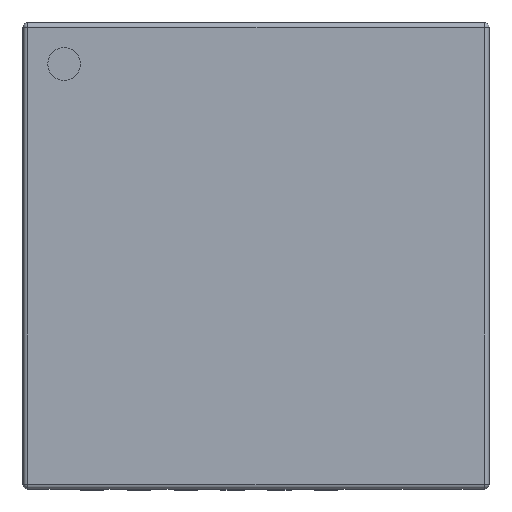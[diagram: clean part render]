
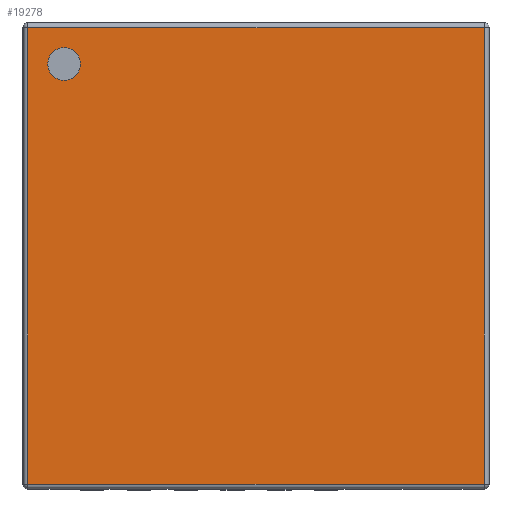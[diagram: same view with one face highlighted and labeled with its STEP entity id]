
A CAD part, top view. The second image highlights one B-rep face of the part: STEP entity #19278.
In plain terms, the highlighted planar face has unit normal (0, 0, 1).
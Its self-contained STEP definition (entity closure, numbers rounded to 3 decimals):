
#5186 = CYLINDRICAL_SURFACE('',#5187,0.05);
#5187 = AXIS2_PLACEMENT_3D('',#5188,#5189,#5190);
#5188 = CARTESIAN_POINT('',(2.44,-2.44,0.83));
#5189 = DIRECTION('',(0.,1.,0.));
#5190 = DIRECTION('',(0.,0.,1.));
#16428 = VERTEX_POINT('',#16429);
#16429 = CARTESIAN_POINT('',(2.44,-2.44,0.88));
#16451 = VERTEX_POINT('',#16452);
#16452 = CARTESIAN_POINT('',(2.44,2.44,0.88));
#16477 = EDGE_CURVE('',#16428,#16451,#16478,.T.);
#16478 = SURFACE_CURVE('',#16479,(#16483,#16490),.PCURVE_S1.);
#16479 = LINE('',#16480,#16481);
#16480 = CARTESIAN_POINT('',(2.44,-2.44,0.88));
#16481 = VECTOR('',#16482,1.);
#16482 = DIRECTION('',(0.,1.,0.));
#16483 = PCURVE('',#5186,#16484);
#16484 = DEFINITIONAL_REPRESENTATION('',(#16485),#16489);
#16485 = LINE('',#16486,#16487);
#16486 = CARTESIAN_POINT('',(0.,0.));
#16487 = VECTOR('',#16488,1.);
#16488 = DIRECTION('',(0.,1.));
#16489 = ( GEOMETRIC_REPRESENTATION_CONTEXT(2) 
PARAMETRIC_REPRESENTATION_CONTEXT() REPRESENTATION_CONTEXT('2D SPACE',''
  ) );
#16490 = PCURVE('',#16491,#16496);
#16491 = PLANE('',#16492);
#16492 = AXIS2_PLACEMENT_3D('',#16493,#16494,#16495);
#16493 = CARTESIAN_POINT('',(-2.49,-2.49,0.88));
#16494 = DIRECTION('',(0.,0.,1.));
#16495 = DIRECTION('',(1.,0.,0.));
#16496 = DEFINITIONAL_REPRESENTATION('',(#16497),#16501);
#16497 = LINE('',#16498,#16499);
#16498 = CARTESIAN_POINT('',(4.93,0.05));
#16499 = VECTOR('',#16500,1.);
#16500 = DIRECTION('',(0.,1.));
#16501 = ( GEOMETRIC_REPRESENTATION_CONTEXT(2) 
PARAMETRIC_REPRESENTATION_CONTEXT() REPRESENTATION_CONTEXT('2D SPACE',''
  ) );
#16788 = CYLINDRICAL_SURFACE('',#16789,0.05);
#16789 = AXIS2_PLACEMENT_3D('',#16790,#16791,#16792);
#16790 = CARTESIAN_POINT('',(-2.44,2.44,0.83));
#16791 = DIRECTION('',(-0.,-1.,-0.));
#16792 = DIRECTION('',(-1.,0.,0.));
#17076 = CYLINDRICAL_SURFACE('',#17077,0.05);
#17077 = AXIS2_PLACEMENT_3D('',#17078,#17079,#17080);
#17078 = CARTESIAN_POINT('',(-2.49,-2.44,0.83));
#17079 = DIRECTION('',(1.,0.,0.));
#17080 = DIRECTION('',(0.,-1.,0.));
#18321 = CYLINDRICAL_SURFACE('',#18322,0.05);
#18322 = AXIS2_PLACEMENT_3D('',#18323,#18324,#18325);
#18323 = CARTESIAN_POINT('',(-2.49,2.44,0.83));
#18324 = DIRECTION('',(1.,0.,0.));
#18325 = DIRECTION('',(0.,1.,0.));
#19278 = ADVANCED_FACE('',(#19279,#19349),#16491,.T.);
#19279 = FACE_BOUND('',#19280,.T.);
#19280 = EDGE_LOOP('',(#19281,#19304,#19305,#19328));
#19281 = ORIENTED_EDGE('',*,*,#19282,.T.);
#19282 = EDGE_CURVE('',#19283,#16428,#19285,.T.);
#19283 = VERTEX_POINT('',#19284);
#19284 = CARTESIAN_POINT('',(-2.44,-2.44,0.88));
#19285 = SURFACE_CURVE('',#19286,(#19290,#19297),.PCURVE_S1.);
#19286 = LINE('',#19287,#19288);
#19287 = CARTESIAN_POINT('',(-2.49,-2.44,0.88));
#19288 = VECTOR('',#19289,1.);
#19289 = DIRECTION('',(1.,0.,0.));
#19290 = PCURVE('',#16491,#19291);
#19291 = DEFINITIONAL_REPRESENTATION('',(#19292),#19296);
#19292 = LINE('',#19293,#19294);
#19293 = CARTESIAN_POINT('',(0.,0.05));
#19294 = VECTOR('',#19295,1.);
#19295 = DIRECTION('',(1.,0.));
#19296 = ( GEOMETRIC_REPRESENTATION_CONTEXT(2) 
PARAMETRIC_REPRESENTATION_CONTEXT() REPRESENTATION_CONTEXT('2D SPACE',''
  ) );
#19297 = PCURVE('',#17076,#19298);
#19298 = DEFINITIONAL_REPRESENTATION('',(#19299),#19303);
#19299 = LINE('',#19300,#19301);
#19300 = CARTESIAN_POINT('',(-1.571,0.));
#19301 = VECTOR('',#19302,1.);
#19302 = DIRECTION('',(-0.,1.));
#19303 = ( GEOMETRIC_REPRESENTATION_CONTEXT(2) 
PARAMETRIC_REPRESENTATION_CONTEXT() REPRESENTATION_CONTEXT('2D SPACE',''
  ) );
#19304 = ORIENTED_EDGE('',*,*,#16477,.T.);
#19305 = ORIENTED_EDGE('',*,*,#19306,.F.);
#19306 = EDGE_CURVE('',#19307,#16451,#19309,.T.);
#19307 = VERTEX_POINT('',#19308);
#19308 = CARTESIAN_POINT('',(-2.44,2.44,0.88));
#19309 = SURFACE_CURVE('',#19310,(#19314,#19321),.PCURVE_S1.);
#19310 = LINE('',#19311,#19312);
#19311 = CARTESIAN_POINT('',(-2.49,2.44,0.88));
#19312 = VECTOR('',#19313,1.);
#19313 = DIRECTION('',(1.,0.,0.));
#19314 = PCURVE('',#16491,#19315);
#19315 = DEFINITIONAL_REPRESENTATION('',(#19316),#19320);
#19316 = LINE('',#19317,#19318);
#19317 = CARTESIAN_POINT('',(0.,4.93));
#19318 = VECTOR('',#19319,1.);
#19319 = DIRECTION('',(1.,0.));
#19320 = ( GEOMETRIC_REPRESENTATION_CONTEXT(2) 
PARAMETRIC_REPRESENTATION_CONTEXT() REPRESENTATION_CONTEXT('2D SPACE',''
  ) );
#19321 = PCURVE('',#18321,#19322);
#19322 = DEFINITIONAL_REPRESENTATION('',(#19323),#19327);
#19323 = LINE('',#19324,#19325);
#19324 = CARTESIAN_POINT('',(1.571,0.));
#19325 = VECTOR('',#19326,1.);
#19326 = DIRECTION('',(0.,1.));
#19327 = ( GEOMETRIC_REPRESENTATION_CONTEXT(2) 
PARAMETRIC_REPRESENTATION_CONTEXT() REPRESENTATION_CONTEXT('2D SPACE',''
  ) );
#19328 = ORIENTED_EDGE('',*,*,#19329,.T.);
#19329 = EDGE_CURVE('',#19307,#19283,#19330,.T.);
#19330 = SURFACE_CURVE('',#19331,(#19335,#19342),.PCURVE_S1.);
#19331 = LINE('',#19332,#19333);
#19332 = CARTESIAN_POINT('',(-2.44,2.44,0.88));
#19333 = VECTOR('',#19334,1.);
#19334 = DIRECTION('',(-0.,-1.,-0.));
#19335 = PCURVE('',#16491,#19336);
#19336 = DEFINITIONAL_REPRESENTATION('',(#19337),#19341);
#19337 = LINE('',#19338,#19339);
#19338 = CARTESIAN_POINT('',(0.05,4.93));
#19339 = VECTOR('',#19340,1.);
#19340 = DIRECTION('',(-0.,-1.));
#19341 = ( GEOMETRIC_REPRESENTATION_CONTEXT(2) 
PARAMETRIC_REPRESENTATION_CONTEXT() REPRESENTATION_CONTEXT('2D SPACE',''
  ) );
#19342 = PCURVE('',#16788,#19343);
#19343 = DEFINITIONAL_REPRESENTATION('',(#19344),#19348);
#19344 = LINE('',#19345,#19346);
#19345 = CARTESIAN_POINT('',(-1.571,0.));
#19346 = VECTOR('',#19347,1.);
#19347 = DIRECTION('',(-0.,1.));
#19348 = ( GEOMETRIC_REPRESENTATION_CONTEXT(2) 
PARAMETRIC_REPRESENTATION_CONTEXT() REPRESENTATION_CONTEXT('2D SPACE',''
  ) );
#19349 = FACE_BOUND('',#19350,.T.);
#19350 = EDGE_LOOP('',(#19351));
#19351 = ORIENTED_EDGE('',*,*,#19352,.F.);
#19352 = EDGE_CURVE('',#19353,#19353,#19355,.T.);
#19353 = VERTEX_POINT('',#19354);
#19354 = CARTESIAN_POINT('',(-1.875,-2.05,0.88));
#19355 = SURFACE_CURVE('',#19356,(#19361,#19368),.PCURVE_S1.);
#19356 = CIRCLE('',#19357,0.175);
#19357 = AXIS2_PLACEMENT_3D('',#19358,#19359,#19360);
#19358 = CARTESIAN_POINT('',(-2.05,-2.05,0.88));
#19359 = DIRECTION('',(0.,0.,1.));
#19360 = DIRECTION('',(1.,0.,0.));
#19361 = PCURVE('',#16491,#19362);
#19362 = DEFINITIONAL_REPRESENTATION('',(#19363),#19367);
#19363 = CIRCLE('',#19364,0.175);
#19364 = AXIS2_PLACEMENT_2D('',#19365,#19366);
#19365 = CARTESIAN_POINT('',(0.44,0.44));
#19366 = DIRECTION('',(1.,0.));
#19367 = ( GEOMETRIC_REPRESENTATION_CONTEXT(2) 
PARAMETRIC_REPRESENTATION_CONTEXT() REPRESENTATION_CONTEXT('2D SPACE',''
  ) );
#19368 = PCURVE('',#19369,#19374);
#19369 = CYLINDRICAL_SURFACE('',#19370,0.175);
#19370 = AXIS2_PLACEMENT_3D('',#19371,#19372,#19373);
#19371 = CARTESIAN_POINT('',(-2.05,-2.05,0.88));
#19372 = DIRECTION('',(-0.,-0.,-1.));
#19373 = DIRECTION('',(1.,0.,0.));
#19374 = DEFINITIONAL_REPRESENTATION('',(#19375),#19379);
#19375 = LINE('',#19376,#19377);
#19376 = CARTESIAN_POINT('',(-0.,0.));
#19377 = VECTOR('',#19378,1.);
#19378 = DIRECTION('',(-1.,0.));
#19379 = ( GEOMETRIC_REPRESENTATION_CONTEXT(2) 
PARAMETRIC_REPRESENTATION_CONTEXT() REPRESENTATION_CONTEXT('2D SPACE',''
  ) );
